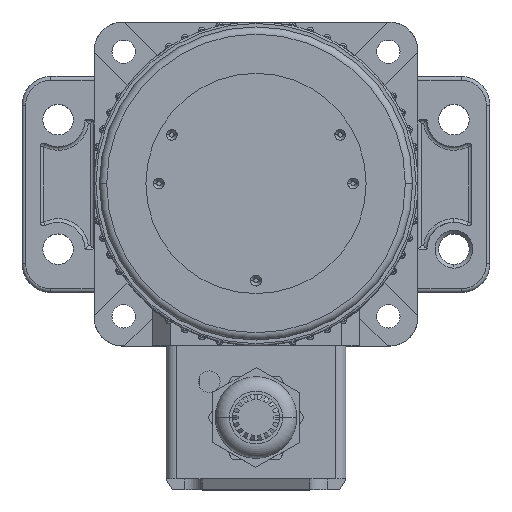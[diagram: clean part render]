
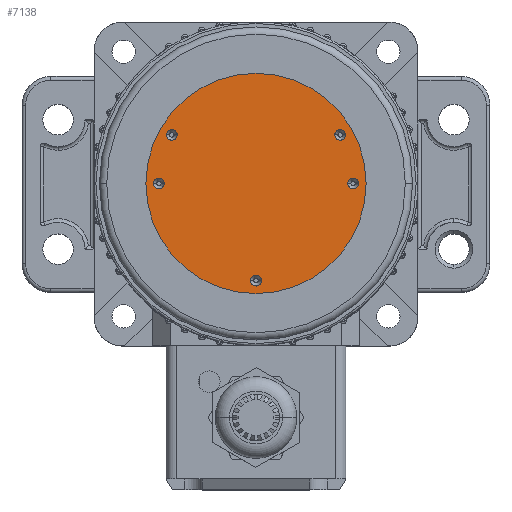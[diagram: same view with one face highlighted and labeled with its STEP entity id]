
A CAD part, top view. The second image highlights one B-rep face of the part: STEP entity #7138.
In plain terms, the highlighted planar face has unit normal (0, 0, 1).
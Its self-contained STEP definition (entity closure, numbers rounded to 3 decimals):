
#172 = CARTESIAN_POINT ( 'NONE',  ( -30.6, 0., 96. ) ) ;
#191 = FACE_BOUND ( 'NONE', #5680, .T. ) ;
#229 = CIRCLE ( 'NONE', #3355, 1.5 ) ;
#321 = VERTEX_POINT ( 'NONE', #16912 ) ;
#344 = DIRECTION ( 'NONE',  ( 1., 0., 0. ) ) ;
#383 = EDGE_LOOP ( 'NONE', ( #17322, #4824 ) ) ;
#497 = CARTESIAN_POINT ( 'NONE',  ( -25.5, 0., 96. ) ) ;
#507 = DIRECTION ( 'NONE',  ( 0., 0., 1. ) ) ;
#1120 = ORIENTED_EDGE ( 'NONE', *, *, #1721, .T. ) ;
#1488 = DIRECTION ( 'NONE',  ( 0., 0., 1. ) ) ;
#1597 = VERTEX_POINT ( 'NONE', #22734 ) ;
#1721 = EDGE_CURVE ( 'NONE', #8160, #7163, #3342, .T. ) ;
#1748 = DIRECTION ( 'NONE',  ( 1., 0., 0. ) ) ;
#1814 = CIRCLE ( 'NONE', #9696, 30.6 ) ;
#2053 = EDGE_CURVE ( 'NONE', #20117, #12069, #11111, .T. ) ;
#2420 = EDGE_CURVE ( 'NONE', #1597, #9314, #229, .T. ) ;
#2547 = EDGE_CURVE ( 'NONE', #15875, #17707, #13320, .T. ) ;
#2554 = DIRECTION ( 'NONE',  ( 0., 0., 1. ) ) ;
#2596 = ORIENTED_EDGE ( 'NONE', *, *, #19470, .F. ) ;
#3342 = CIRCLE ( 'NONE', #6011, 30.6 ) ;
#3355 = AXIS2_PLACEMENT_3D ( 'NONE', #21664, #10464, #23599 ) ;
#3612 = EDGE_CURVE ( 'NONE', #20221, #5324, #22787, .T. ) ;
#3852 = EDGE_LOOP ( 'NONE', ( #13735, #2596 ) ) ;
#4169 = FACE_BOUND ( 'NONE', #3852, .T. ) ;
#4327 = EDGE_CURVE ( 'NONE', #9314, #1597, #9865, .T. ) ;
#4518 = ORIENTED_EDGE ( 'NONE', *, *, #12972, .F. ) ;
#4777 = CARTESIAN_POINT ( 'NONE',  ( -23.383, 13.5, 96. ) ) ;
#4824 = ORIENTED_EDGE ( 'NONE', *, *, #2420, .F. ) ;
#4954 = AXIS2_PLACEMENT_3D ( 'NONE', #4777, #17593, #6647 ) ;
#5324 = VERTEX_POINT ( 'NONE', #22755 ) ;
#5375 = AXIS2_PLACEMENT_3D ( 'NONE', #11712, #507, #13497 ) ;
#5680 = EDGE_LOOP ( 'NONE', ( #20198, #4518 ) ) ;
#5698 = CARTESIAN_POINT ( 'NONE',  ( 30.6, 0., 96. ) ) ;
#6011 = AXIS2_PLACEMENT_3D ( 'NONE', #13554, #2554, #15417 ) ;
#6330 = CARTESIAN_POINT ( 'NONE',  ( -24.883, 13.5, 96. ) ) ;
#6348 = CARTESIAN_POINT ( 'NONE',  ( 28.5, 0., 96. ) ) ;
#6647 = DIRECTION ( 'NONE',  ( 1., 0., 0. ) ) ;
#7138 = ADVANCED_FACE ( 'NONE', ( #23988, #13849, #191, #9045, #4169, #23391 ), #9304, .T. ) ;
#7163 = VERTEX_POINT ( 'NONE', #5698 ) ;
#7628 = CIRCLE ( 'NONE', #20542, 1.5 ) ;
#7630 = EDGE_CURVE ( 'NONE', #321, #21541, #7628, .T. ) ;
#7732 = AXIS2_PLACEMENT_3D ( 'NONE', #22818, #11556, #344 ) ;
#8160 = VERTEX_POINT ( 'NONE', #172 ) ;
#8297 = CIRCLE ( 'NONE', #5375, 1.5 ) ;
#8415 = ORIENTED_EDGE ( 'NONE', *, *, #15121, .F. ) ;
#8889 = CARTESIAN_POINT ( 'NONE',  ( -27., 0., 96. ) ) ;
#9045 = FACE_BOUND ( 'NONE', #383, .T. ) ;
#9274 = EDGE_LOOP ( 'NONE', ( #23353, #10695 ) ) ;
#9304 = PLANE ( 'NONE',  #24078 ) ;
#9314 = VERTEX_POINT ( 'NONE', #6348 ) ;
#9696 = AXIS2_PLACEMENT_3D ( 'NONE', #24194, #12844, #1748 ) ;
#9865 = CIRCLE ( 'NONE', #12442, 1.5 ) ;
#10170 = DIRECTION ( 'NONE',  ( 0., 0., 1. ) ) ;
#10186 = CIRCLE ( 'NONE', #7732, 1.5 ) ;
#10369 = CARTESIAN_POINT ( 'NONE',  ( 24.883, 13.5, 96. ) ) ;
#10464 = DIRECTION ( 'NONE',  ( 0., 0., 1. ) ) ;
#10590 = CIRCLE ( 'NONE', #18915, 1.5 ) ;
#10695 = ORIENTED_EDGE ( 'NONE', *, *, #7630, .F. ) ;
#10740 = DIRECTION ( 'NONE',  ( 1., 0., 0. ) ) ;
#10787 = CARTESIAN_POINT ( 'NONE',  ( -27., 0., 96. ) ) ;
#11053 = DIRECTION ( 'NONE',  ( 0., 0., 1. ) ) ;
#11111 = CIRCLE ( 'NONE', #16569, 1.5 ) ;
#11150 = DIRECTION ( 'NONE',  ( 1., 0., 0. ) ) ;
#11199 = DIRECTION ( 'NONE',  ( 0., 0., 1. ) ) ;
#11556 = DIRECTION ( 'NONE',  ( 0., 0., 1. ) ) ;
#11712 = CARTESIAN_POINT ( 'NONE',  ( 0., -27., 96. ) ) ;
#12069 = VERTEX_POINT ( 'NONE', #6330 ) ;
#12442 = AXIS2_PLACEMENT_3D ( 'NONE', #21358, #10170, #23294 ) ;
#12482 = CIRCLE ( 'NONE', #4954, 1.5 ) ;
#12587 = CARTESIAN_POINT ( 'NONE',  ( 0., -27., 96. ) ) ;
#12588 = DIRECTION ( 'NONE',  ( 1., 0., 0. ) ) ;
#12844 = DIRECTION ( 'NONE',  ( 0., 0., 1. ) ) ;
#12972 = EDGE_CURVE ( 'NONE', #17707, #15875, #8297, .T. ) ;
#13320 = CIRCLE ( 'NONE', #15631, 1.5 ) ;
#13479 = ORIENTED_EDGE ( 'NONE', *, *, #13962, .T. ) ;
#13497 = DIRECTION ( 'NONE',  ( 1., 0., 0. ) ) ;
#13554 = CARTESIAN_POINT ( 'NONE',  ( 0., 0., 96. ) ) ;
#13735 = ORIENTED_EDGE ( 'NONE', *, *, #3612, .F. ) ;
#13849 = FACE_BOUND ( 'NONE', #15208, .T. ) ;
#13962 = EDGE_CURVE ( 'NONE', #7163, #8160, #1814, .T. ) ;
#14403 = DIRECTION ( 'NONE',  ( 1., 0., 0. ) ) ;
#14688 = CARTESIAN_POINT ( 'NONE',  ( 0., 0., 96. ) ) ;
#15121 = EDGE_CURVE ( 'NONE', #12069, #20117, #12482, .T. ) ;
#15208 = EDGE_LOOP ( 'NONE', ( #20733, #8415 ) ) ;
#15417 = DIRECTION ( 'NONE',  ( 1., 0., 0. ) ) ;
#15428 = CARTESIAN_POINT ( 'NONE',  ( -1.5, -27., 96. ) ) ;
#15631 = AXIS2_PLACEMENT_3D ( 'NONE', #12587, #1488, #14403 ) ;
#15875 = VERTEX_POINT ( 'NONE', #22341 ) ;
#16569 = AXIS2_PLACEMENT_3D ( 'NONE', #22300, #11053, #24204 ) ;
#16912 = CARTESIAN_POINT ( 'NONE',  ( 21.883, 13.5, 96. ) ) ;
#17322 = ORIENTED_EDGE ( 'NONE', *, *, #4327, .F. ) ;
#17593 = DIRECTION ( 'NONE',  ( 0., 0., 1. ) ) ;
#17707 = VERTEX_POINT ( 'NONE', #15428 ) ;
#18636 = CARTESIAN_POINT ( 'NONE',  ( -21.883, 13.5, 96. ) ) ;
#18915 = AXIS2_PLACEMENT_3D ( 'NONE', #10787, #23923, #12588 ) ;
#19470 = EDGE_CURVE ( 'NONE', #5324, #20221, #10590, .T. ) ;
#20101 = AXIS2_PLACEMENT_3D ( 'NONE', #8889, #21959, #10740 ) ;
#20117 = VERTEX_POINT ( 'NONE', #18636 ) ;
#20198 = ORIENTED_EDGE ( 'NONE', *, *, #2547, .F. ) ;
#20221 = VERTEX_POINT ( 'NONE', #497 ) ;
#20542 = AXIS2_PLACEMENT_3D ( 'NONE', #22452, #11199, #24345 ) ;
#20733 = ORIENTED_EDGE ( 'NONE', *, *, #2053, .F. ) ;
#21358 = CARTESIAN_POINT ( 'NONE',  ( 27., 0., 96. ) ) ;
#21541 = VERTEX_POINT ( 'NONE', #10369 ) ;
#21664 = CARTESIAN_POINT ( 'NONE',  ( 27., 0., 96. ) ) ;
#21959 = DIRECTION ( 'NONE',  ( 0., 0., 1. ) ) ;
#22118 = EDGE_CURVE ( 'NONE', #21541, #321, #10186, .T. ) ;
#22247 = EDGE_LOOP ( 'NONE', ( #13479, #1120 ) ) ;
#22300 = CARTESIAN_POINT ( 'NONE',  ( -23.383, 13.5, 96. ) ) ;
#22341 = CARTESIAN_POINT ( 'NONE',  ( 1.5, -27., 96. ) ) ;
#22398 = DIRECTION ( 'NONE',  ( 0., 0., 1. ) ) ;
#22452 = CARTESIAN_POINT ( 'NONE',  ( 23.383, 13.5, 96. ) ) ;
#22734 = CARTESIAN_POINT ( 'NONE',  ( 25.5, 0., 96. ) ) ;
#22755 = CARTESIAN_POINT ( 'NONE',  ( -28.5, 0., 96. ) ) ;
#22787 = CIRCLE ( 'NONE', #20101, 1.5 ) ;
#22818 = CARTESIAN_POINT ( 'NONE',  ( 23.383, 13.5, 96. ) ) ;
#23294 = DIRECTION ( 'NONE',  ( 1., 0., 0. ) ) ;
#23353 = ORIENTED_EDGE ( 'NONE', *, *, #22118, .F. ) ;
#23391 = FACE_OUTER_BOUND ( 'NONE', #22247, .T. ) ;
#23599 = DIRECTION ( 'NONE',  ( 1., 0., 0. ) ) ;
#23923 = DIRECTION ( 'NONE',  ( 0., 0., 1. ) ) ;
#23988 = FACE_BOUND ( 'NONE', #9274, .T. ) ;
#24078 = AXIS2_PLACEMENT_3D ( 'NONE', #14688, #22398, #11150 ) ;
#24194 = CARTESIAN_POINT ( 'NONE',  ( 0., 0., 96. ) ) ;
#24204 = DIRECTION ( 'NONE',  ( 1., 0., 0. ) ) ;
#24345 = DIRECTION ( 'NONE',  ( 1., 0., 0. ) ) ;
